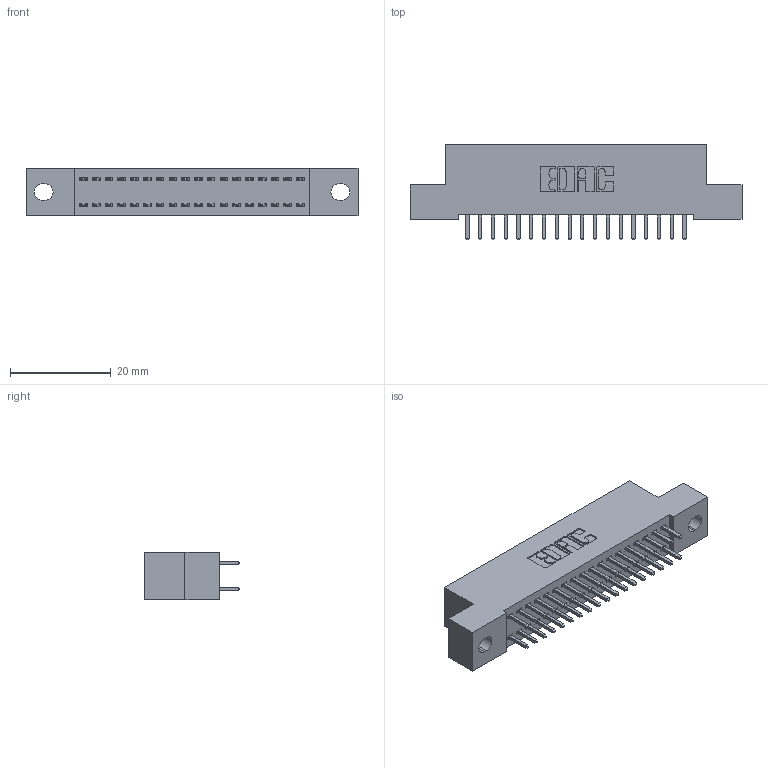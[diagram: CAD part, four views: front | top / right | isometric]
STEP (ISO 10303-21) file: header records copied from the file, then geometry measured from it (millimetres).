
FILE_DESCRIPTION (( 'STEP AP203' ), '1' );
FILE_NAME ('342-036-521-202.STEP', '2019-10-02T13:12:51', ( '' ), ( '' ), 'SwSTEP 2.0', 'SolidWorks 2016', '' );
FILE_SCHEMA (( 'CONFIG_CONTROL_DESIGN' ));
Length unit declared in the file: inch
Products named in the file (3): 342 Part_.128 Slot; 345-292-001_345-293-121; 342-036-521-202
Assembly tree (37 placements, depth 2):
  342-036-521-202
    342 Part_.128 Slot
    345-292-001_345-293-121  x36
Bounding box: 66.04 x 19.06 x 9.4 mm (x, y, z)
Volume: 5753.2 mm3; surface area: 8433.5 mm2
Topology: 37 solids, 37 shells, 1986 faces, 5891 edges, 3878 vertices
Faces by surface type: plane 1366, cylinder 620
Entity records: 14705 total; most frequent: CARTESIAN_POINT 2466, ORIENTED_EDGE 2402, DIRECTION 2149, EDGE_CURVE 1201, LINE 1073, VECTOR 1073, VERTEX_POINT 798, AXIS2_PLACEMENT_3D 538
